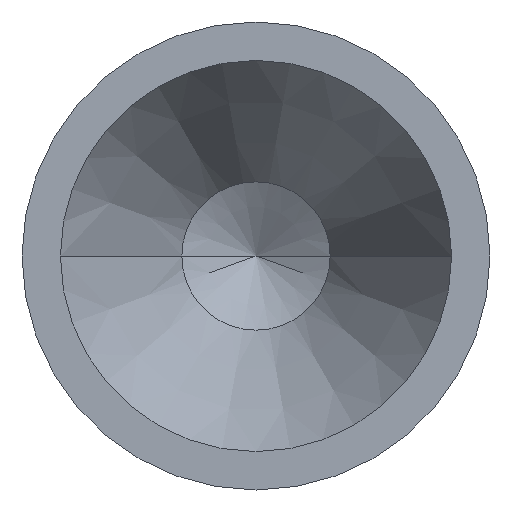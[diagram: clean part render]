
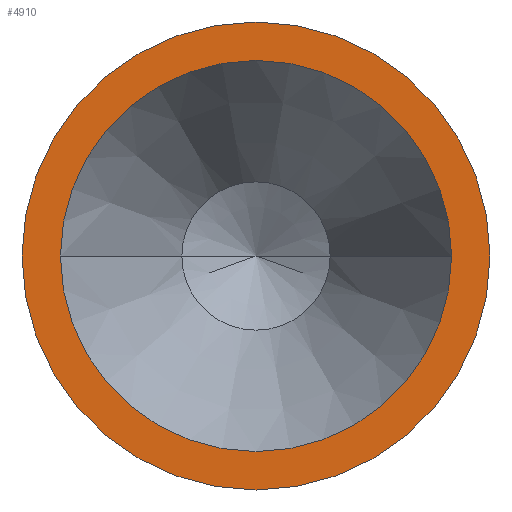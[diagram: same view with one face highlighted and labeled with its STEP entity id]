
A CAD part, front view. The second image highlights one B-rep face of the part: STEP entity #4910.
In plain terms, the highlighted planar face has unit normal (0, -1, 0).
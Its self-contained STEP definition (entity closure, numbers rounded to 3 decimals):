
#4430=CARTESIAN_POINT('',(11.735,-0.4,
-12.427));
#4440=VERTEX_POINT('',#4430);
#4520=CARTESIAN_POINT('',(8.265,-0.4,
-12.427));
#4530=VERTEX_POINT('',#4520);
#4560=CARTESIAN_POINT('',(10.,-0.4,
-12.427));
#4570=DIRECTION('',(0.,1.,0.));
#4580=DIRECTION('',(-1.,0.,0.));
#4590=AXIS2_PLACEMENT_3D('',#4560,#4570,#4580);
#4600=CIRCLE('',#4590,1.735);
#4610=EDGE_CURVE('',#4440,#4530,#4600,.T.);
#4660=CARTESIAN_POINT('',(8.408,-0.4,
-12.427));
#4670=DIRECTION('',(-0.,-1.,-0.));
#4680=DIRECTION('',(-1.,0.,0.));
#4690=AXIS2_PLACEMENT_3D('',#4660,#4670,#4680);
#4700=PLANE('',#4690);
#4710=CARTESIAN_POINT('',(10.,-0.4,
-12.427));
#4720=DIRECTION('',(0.,1.,0.));
#4730=DIRECTION('',(-1.,0.,0.));
#4740=AXIS2_PLACEMENT_3D('',#4710,#4720,#4730);
#4750=CIRCLE('',#4740,1.45);
#4760=CARTESIAN_POINT('',(8.55,-0.4,
-12.427));
#4770=VERTEX_POINT('',#4760);
#4780=CARTESIAN_POINT('',(11.45,-0.4,
-12.427));
#4790=VERTEX_POINT('',#4780);
#4800=EDGE_CURVE('',#4770,#4790,#4750,.T.);
#4810=ORIENTED_EDGE('',*,*,#4800,.T.);
#4820=EDGE_CURVE('',#4790,#4770,#4750,.T.);
#4830=ORIENTED_EDGE('',*,*,#4820,.T.);
#4840=EDGE_LOOP('',(#4830,#4810));
#4850=FACE_BOUND('',#4840,.T.);
#4860=EDGE_CURVE('',#4530,#4440,#4600,.T.);
#4870=ORIENTED_EDGE('',*,*,#4860,.F.);
#4880=ORIENTED_EDGE('',*,*,#4610,.F.);
#4890=EDGE_LOOP('',(#4880,#4870));
#4900=FACE_OUTER_BOUND('',#4890,.T.);
#4910=ADVANCED_FACE('',(#4850,#4900),#4700,.T.);
